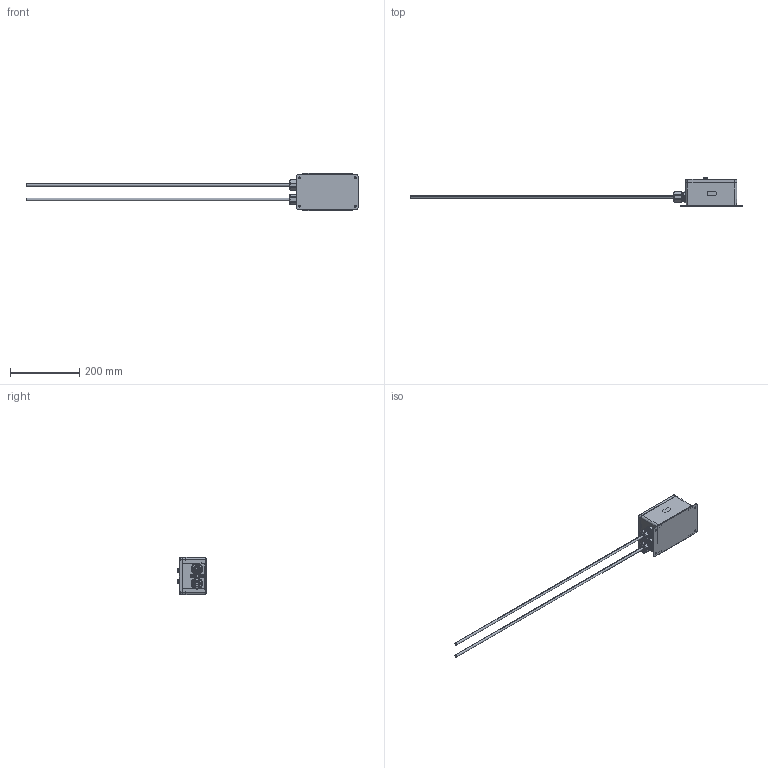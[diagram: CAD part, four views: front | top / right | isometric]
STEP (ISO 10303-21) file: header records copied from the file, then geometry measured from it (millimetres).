
FILE_DESCRIPTION (( 'STEP AP214' ), '1' );
FILE_NAME ('HT-AI-E3PA-120S-E.STEP', '2019-01-09T20:20:29', ( '' ), ( '' ), 'SwSTEP 2.0', 'SolidWorks 2018', '' );
FILE_SCHEMA (( 'AUTOMOTIVE_DESIGN' ));
Length unit declared in the file: inch
Products named in the file (21): 2109-064_compression nut; B18.6.7M - M4 x 0.7 x 16 Type I Cross Recessed FHMS --16S; 2003-2574; 3300-179-5 FOR E3PM; 2109-064_body; 2105-431; AN-2805[COVER]; 2105-577; 2109-064_seal ring; 2720-187; 2109-064; 2003-3449-1; 2003-1052; 2103-035_91102A007; Solder_2600-092; 2109-064_lock nut; HT-AI-E3PA-120S-E; 2102-073_2102-073; 3300-183-2 FOR E3PM; 2021-240; AN-2805[BODY]_NEUTRAL BOX
Assembly tree (29 placements, depth 3):
  Solder_2600-092
  HT-AI-E3PA-120S-E
    2021-240
      B18.6.7M - M4 x 0.7 x 16 Type I Cross Recessed FHMS --16S  x4
      AN-2805[COVER]
      AN-2805[BODY]_NEUTRAL BOX
    2109-064  x2
      2109-064_body
      2109-064_compression nut
      2109-064_lock nut
      2109-064_seal ring
    2102-073_2102-073  x4
    2103-035_91102A007  x4
    2003-2574
    2105-431
    2720-187
    2105-577
    2003-1052
    3300-179-5 FOR E3PM
    3300-183-2 FOR E3PM
    2003-3449-1
Bounding box: 961.44 x 81.99 x 108 mm (x, y, z)
Volume: 367506.4 mm3; surface area: 262944.8 mm2
Topology: 32 solids, 32 shells, 2398 faces, 6340 edges, 4127 vertices
Faces by surface type: plane 1071, cylinder 570, cone 478, bspline 251, torus 20, sphere 8
Entity records: 71209 total; most frequent: CARTESIAN_POINT 21511, ORIENTED_EDGE 8414, DIRECTION 7203, EDGE_CURVE 4207, VECTOR 2853, LINE 2853, VERTEX_POINT 2760, AXIS2_PLACEMENT_3D 2175
